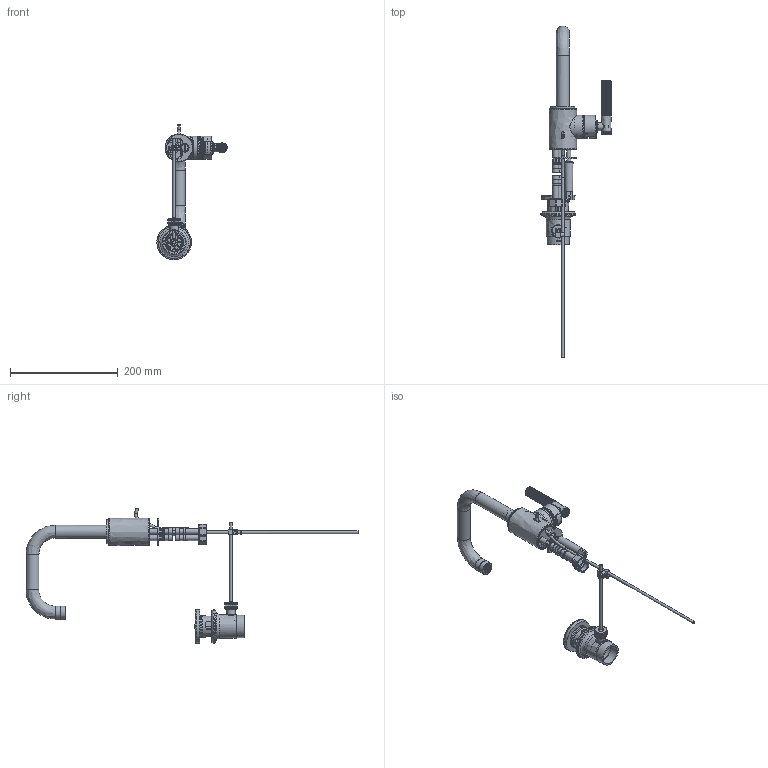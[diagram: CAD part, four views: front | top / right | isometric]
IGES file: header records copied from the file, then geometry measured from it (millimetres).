
Global section: file name: LANDMARK THINNER SPOUTS EXPORTV7K09SLL-LH; native system: Autodesk Inventor 2020; preprocessor: unknown; author: adaniels; date: 20221125.121027; units: millimetre
Bounding box: 130.32 x 616.54 x 251.4 mm (x, y, z)
Volume: 374935.2 mm3; surface area: 238827.1 mm2
Topology: 61 solids, 62 shells, 3759 faces, 9926 edges, 6524 vertices
Faces by surface type: bspline 3759
